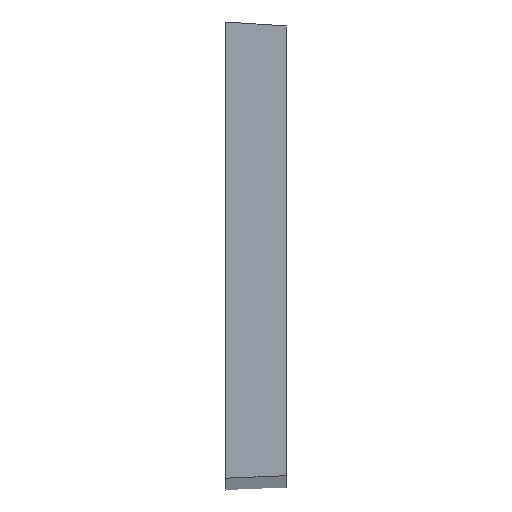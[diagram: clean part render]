
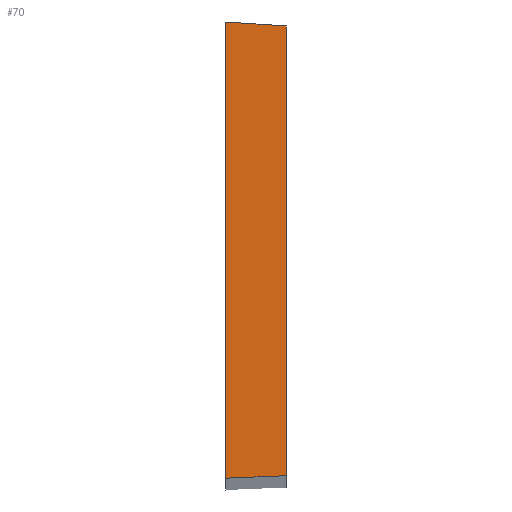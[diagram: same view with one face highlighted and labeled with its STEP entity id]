
A CAD part, top view. The second image highlights one B-rep face of the part: STEP entity #70.
In plain terms, the highlighted planar face has unit normal (0, 0, 1).
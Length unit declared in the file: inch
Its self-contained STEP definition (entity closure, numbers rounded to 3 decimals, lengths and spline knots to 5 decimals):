
#6 = EDGE_LOOP ( 'NONE', ( #12, #144, #241, #218 ) ) ;
#9 = CARTESIAN_POINT ( 'NONE',  ( 3., -0.09019, 7. ) ) ;
#12 = ORIENTED_EDGE ( 'NONE', *, *, #199, .T. ) ;
#14 = CARTESIAN_POINT ( 'NONE',  ( 3.05285, -0.088, 7. ) ) ;
#21 = VERTEX_POINT ( 'NONE', #9 ) ;
#23 = VERTEX_POINT ( 'NONE', #149 ) ;
#26 = CARTESIAN_POINT ( 'NONE',  ( 3.01118, -0.08973, 7. ) ) ;
#27 = FACE_OUTER_BOUND ( 'NONE', #6, .T. ) ;
#29 = B_SPLINE_CURVE_WITH_KNOTS ( 'NONE', 3,
 ( #133, #186, #184, #82 ),
 .UNSPECIFIED., .F., .F.,
 ( 4, 4 ),
 ( 0.24396, 0.24911 ),
 .UNSPECIFIED. ) ;
#33 = CARTESIAN_POINT ( 'NONE',  ( 3.0625, -0.08759, 7. ) ) ;
#41 = VERTEX_POINT ( 'NONE', #201 ) ;
#51 = CARTESIAN_POINT ( 'NONE',  ( 0., 0., 7. ) ) ;
#54 = CARTESIAN_POINT ( 'NONE',  ( 3., -0.09019, 7. ) ) ;
#55 = CARTESIAN_POINT ( 'NONE',  ( 3.0625, 0., 7. ) ) ;
#59 = CARTESIAN_POINT ( 'NONE',  ( 3.0625, -0.08759, 7. ) ) ;
#70 = ADVANCED_FACE ( 'NONE', ( #27 ), #202, .T. ) ;
#75 = LINE ( 'NONE', #151, #247 ) ;
#82 = CARTESIAN_POINT ( 'NONE',  ( 3., 0.38183, 7. ) ) ;
#101 = AXIS2_PLACEMENT_3D ( 'NONE', #51, #162, #203 ) ;
#105 = B_SPLINE_CURVE_WITH_KNOTS ( 'NONE', 3,
 ( #54, #26, #235, #14, #33 ),
 .UNSPECIFIED., .F., .F.,
 ( 4, 1, 4 ),
 ( 0.75449, 0.75725, 0.75964 ),
 .UNSPECIFIED. ) ;
#124 = EDGE_CURVE ( 'NONE', #23, #21, #75, .T. ) ;
#129 = DIRECTION ( 'NONE',  ( 0., -1., 0. ) ) ;
#131 = VECTOR ( 'NONE', #129, 39.37008 ) ;
#133 = CARTESIAN_POINT ( 'NONE',  ( 3.0625, 0.37769, 7. ) ) ;
#144 = ORIENTED_EDGE ( 'NONE', *, *, #124, .T. ) ;
#149 = CARTESIAN_POINT ( 'NONE',  ( 3., 0.38183, 7. ) ) ;
#150 = EDGE_CURVE ( 'NONE', #21, #200, #105, .T. ) ;
#151 = CARTESIAN_POINT ( 'NONE',  ( 3., 0., 7. ) ) ;
#162 = DIRECTION ( 'NONE',  ( 0., 0., 1. ) ) ;
#169 = LINE ( 'NONE', #55, #131 ) ;
#184 = CARTESIAN_POINT ( 'NONE',  ( 3.02084, 0.38048, 7. ) ) ;
#186 = CARTESIAN_POINT ( 'NONE',  ( 3.04167, 0.37911, 7. ) ) ;
#199 = EDGE_CURVE ( 'NONE', #41, #23, #29, .T. ) ;
#200 = VERTEX_POINT ( 'NONE', #59 ) ;
#201 = CARTESIAN_POINT ( 'NONE',  ( 3.0625, 0.37769, 7. ) ) ;
#202 = PLANE ( 'NONE',  #101 ) ;
#203 = DIRECTION ( 'NONE',  ( 1., 0., 0. ) ) ;
#218 = ORIENTED_EDGE ( 'NONE', *, *, #219, .F. ) ;
#219 = EDGE_CURVE ( 'NONE', #41, #200, #169, .T. ) ;
#235 = CARTESIAN_POINT ( 'NONE',  ( 3.03201, -0.08886, 7. ) ) ;
#241 = ORIENTED_EDGE ( 'NONE', *, *, #150, .T. ) ;
#245 = DIRECTION ( 'NONE',  ( 0., -1., 0. ) ) ;
#247 = VECTOR ( 'NONE', #245, 39.37008 ) ;
